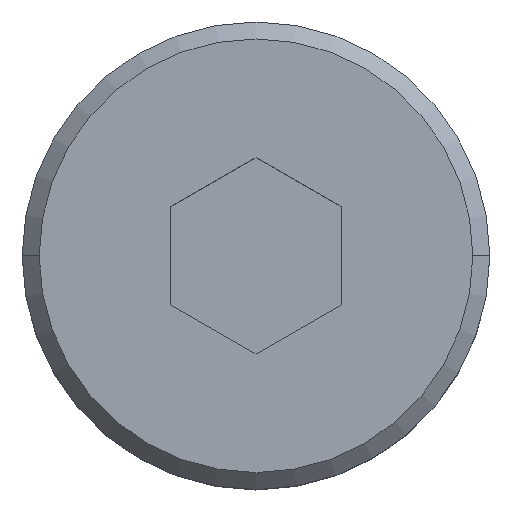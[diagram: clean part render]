
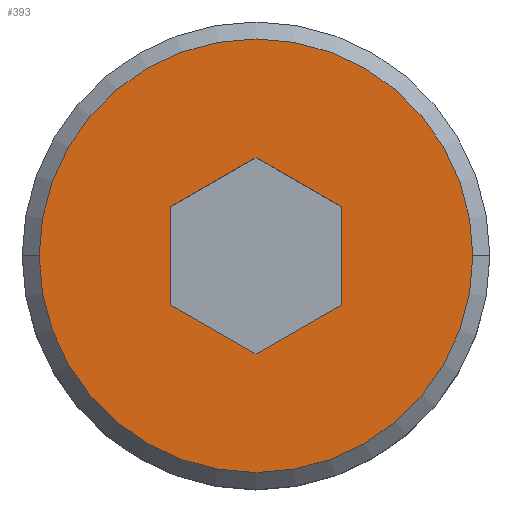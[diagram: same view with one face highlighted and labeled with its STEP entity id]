
A CAD part, top view. The second image highlights one B-rep face of the part: STEP entity #393.
In plain terms, the highlighted planar face has unit normal (0, 0, 1).
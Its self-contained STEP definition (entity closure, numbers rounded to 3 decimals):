
#15 = ORIENTED_EDGE ( 'NONE', *, *, #308, .F. ) ;
#17 = CARTESIAN_POINT ( 'NONE',  ( 0., -1.155, 3. ) ) ;
#29 = EDGE_CURVE ( 'NONE', #230, #97, #553, .T. ) ;
#32 = DIRECTION ( 'NONE',  ( -0.866, 0.5, 0. ) ) ;
#33 = AXIS2_PLACEMENT_3D ( 'NONE', #209, #207, #346 ) ;
#37 = EDGE_CURVE ( 'NONE', #529, #38, #103, .T. ) ;
#38 = VERTEX_POINT ( 'NONE', #468 ) ;
#42 = CARTESIAN_POINT ( 'NONE',  ( -1., -0.577, 3. ) ) ;
#46 = EDGE_CURVE ( 'NONE', #97, #463, #508, .T. ) ;
#50 = DIRECTION ( 'NONE',  ( -0.866, -0.5, 0. ) ) ;
#54 = VECTOR ( 'NONE', #157, 1000. ) ;
#55 = DIRECTION ( 'NONE',  ( 1., 0., 0. ) ) ;
#64 = LINE ( 'NONE', #453, #54 ) ;
#77 = LINE ( 'NONE', #42, #184 ) ;
#78 = CARTESIAN_POINT ( 'NONE',  ( 1., -0.577, 3. ) ) ;
#97 = VERTEX_POINT ( 'NONE', #252 ) ;
#103 = CIRCLE ( 'NONE', #33, 2.55 ) ;
#104 = AXIS2_PLACEMENT_3D ( 'NONE', #519, #130, #55 ) ;
#130 = DIRECTION ( 'NONE',  ( 0., 0., 1. ) ) ;
#136 = CARTESIAN_POINT ( 'NONE',  ( -1., -0.577, 3. ) ) ;
#141 = VERTEX_POINT ( 'NONE', #250 ) ;
#146 = VERTEX_POINT ( 'NONE', #343 ) ;
#156 = EDGE_CURVE ( 'NONE', #38, #529, #354, .T. ) ;
#157 = DIRECTION ( 'NONE',  ( 0., -1., 0. ) ) ;
#163 = VECTOR ( 'NONE', #340, 1000. ) ;
#166 = EDGE_CURVE ( 'NONE', #463, #141, #310, .T. ) ;
#184 = VECTOR ( 'NONE', #345, 1000. ) ;
#193 = VECTOR ( 'NONE', #32, 1000. ) ;
#197 = CARTESIAN_POINT ( 'NONE',  ( 0., 0., 3. ) ) ;
#200 = DIRECTION ( 'NONE',  ( 1., 0., 0. ) ) ;
#207 = DIRECTION ( 'NONE',  ( 0., 0., 1. ) ) ;
#209 = CARTESIAN_POINT ( 'NONE',  ( 0., 0., 3. ) ) ;
#216 = EDGE_CURVE ( 'NONE', #146, #230, #404, .T. ) ;
#230 = VERTEX_POINT ( 'NONE', #406 ) ;
#241 = ORIENTED_EDGE ( 'NONE', *, *, #29, .F. ) ;
#247 = DIRECTION ( 'NONE',  ( 0., 0., 1. ) ) ;
#250 = CARTESIAN_POINT ( 'NONE',  ( -1., 0.577, 3. ) ) ;
#252 = CARTESIAN_POINT ( 'NONE',  ( 1., 0.577, 3. ) ) ;
#270 = CARTESIAN_POINT ( 'NONE',  ( 0., 1.155, 3. ) ) ;
#271 = VERTEX_POINT ( 'NONE', #136 ) ;
#278 = DIRECTION ( 'NONE',  ( 0.866, 0.5, 0. ) ) ;
#299 = CARTESIAN_POINT ( 'NONE',  ( 1., 0.577, 3. ) ) ;
#302 = ORIENTED_EDGE ( 'NONE', *, *, #166, .F. ) ;
#308 = EDGE_CURVE ( 'NONE', #141, #271, #64, .T. ) ;
#310 = LINE ( 'NONE', #270, #535 ) ;
#313 = ORIENTED_EDGE ( 'NONE', *, *, #156, .T. ) ;
#340 = DIRECTION ( 'NONE',  ( 0., 1., 0. ) ) ;
#343 = CARTESIAN_POINT ( 'NONE',  ( 0., -1.155, 3. ) ) ;
#345 = DIRECTION ( 'NONE',  ( 0.866, -0.5, 0. ) ) ;
#346 = DIRECTION ( 'NONE',  ( 1., 0., 0. ) ) ;
#354 = CIRCLE ( 'NONE', #104, 2.55 ) ;
#384 = CARTESIAN_POINT ( 'NONE',  ( 0., 1.155, 3. ) ) ;
#393 = ADVANCED_FACE ( 'NONE', ( #413, #493 ), #458, .T. ) ;
#404 = LINE ( 'NONE', #17, #424 ) ;
#405 = EDGE_LOOP ( 'NONE', ( #480, #241, #449, #429, #15, #302 ) ) ;
#406 = CARTESIAN_POINT ( 'NONE',  ( 1., -0.577, 3. ) ) ;
#413 = FACE_OUTER_BOUND ( 'NONE', #531, .T. ) ;
#424 = VECTOR ( 'NONE', #278, 1000. ) ;
#429 = ORIENTED_EDGE ( 'NONE', *, *, #457, .F. ) ;
#445 = AXIS2_PLACEMENT_3D ( 'NONE', #197, #247, #200 ) ;
#447 = CARTESIAN_POINT ( 'NONE',  ( 2.55, 0., 3. ) ) ;
#449 = ORIENTED_EDGE ( 'NONE', *, *, #216, .F. ) ;
#453 = CARTESIAN_POINT ( 'NONE',  ( -1., 0.577, 3. ) ) ;
#457 = EDGE_CURVE ( 'NONE', #271, #146, #77, .T. ) ;
#458 = PLANE ( 'NONE',  #445 ) ;
#463 = VERTEX_POINT ( 'NONE', #384 ) ;
#468 = CARTESIAN_POINT ( 'NONE',  ( -2.55, 0., 3. ) ) ;
#480 = ORIENTED_EDGE ( 'NONE', *, *, #46, .F. ) ;
#493 = FACE_BOUND ( 'NONE', #405, .T. ) ;
#508 = LINE ( 'NONE', #299, #193 ) ;
#519 = CARTESIAN_POINT ( 'NONE',  ( 0., 0., 3. ) ) ;
#522 = ORIENTED_EDGE ( 'NONE', *, *, #37, .T. ) ;
#529 = VERTEX_POINT ( 'NONE', #447 ) ;
#531 = EDGE_LOOP ( 'NONE', ( #313, #522 ) ) ;
#535 = VECTOR ( 'NONE', #50, 1000. ) ;
#553 = LINE ( 'NONE', #78, #163 ) ;
